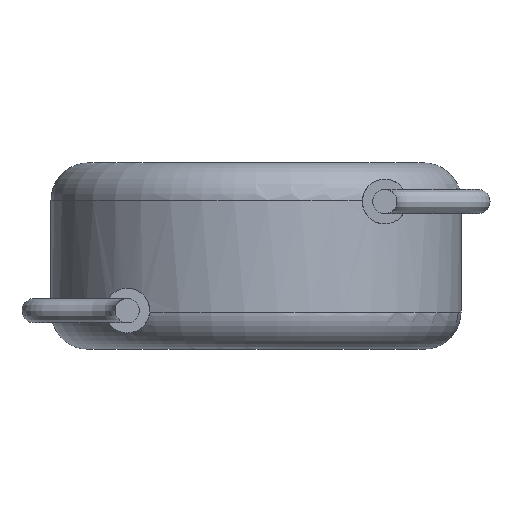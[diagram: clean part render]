
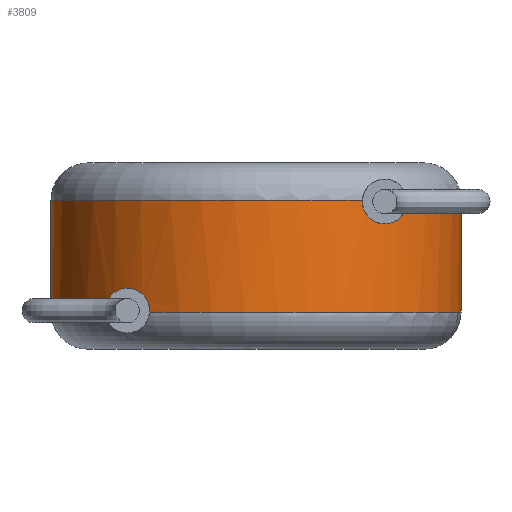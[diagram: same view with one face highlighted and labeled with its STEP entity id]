
A CAD part, front view. The second image highlights one B-rep face of the part: STEP entity #3809.
In plain terms, the highlighted cylindrical face has radius 5.5 mm (diameter 11 mm), a partial arc.
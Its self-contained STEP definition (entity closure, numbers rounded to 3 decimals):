
#19 = CARTESIAN_POINT ( 'NONE',  ( 4.052, -3.72, 4. ) ) ;
#27 = B_SPLINE_CURVE_WITH_KNOTS ( 'NONE', 3,
 ( #2804, #583, #1554, #1895, #1212, #4065, #3120, #1191 ),
 .UNSPECIFIED., .F., .F.,
 ( 4, 2, 2, 4 ),
 ( 0.001, 0.001, 0.002, 0.002 ),
 .UNSPECIFIED. ) ;
#38 = CARTESIAN_POINT ( 'NONE',  ( -4.052, -3.72, 1. ) ) ;
#62 = ORIENTED_EDGE ( 'NONE', *, *, #2028, .T. ) ;
#176 = EDGE_CURVE ( 'NONE', #1192, #1582, #3978, .T. ) ;
#191 = VERTEX_POINT ( 'NONE', #3706 ) ;
#295 = DIRECTION ( 'NONE',  ( 0., 0., -1. ) ) ;
#323 = CARTESIAN_POINT ( 'NONE',  ( -4.039, -3.734, 1.193 ) ) ;
#335 = CARTESIAN_POINT ( 'NONE',  ( -3.917, -3.862, 1.424 ) ) ;
#369 = EDGE_CURVE ( 'NONE', #2854, #1368, #2263, .T. ) ;
#373 = CARTESIAN_POINT ( 'NONE',  ( -2.854, -4.702, 1. ) ) ;
#390 = ORIENTED_EDGE ( 'NONE', *, *, #3651, .T. ) ;
#402 = LINE ( 'NONE', #1556, #1781 ) ;
#407 = AXIS2_PLACEMENT_3D ( 'NONE', #3221, #1667, #3548 ) ;
#442 = EDGE_CURVE ( 'NONE', #1626, #510, #1432, .T. ) ;
#510 = VERTEX_POINT ( 'NONE', #3172 ) ;
#583 = CARTESIAN_POINT ( 'NONE',  ( -2.848, -4.705, 1.09 ) ) ;
#608 = CARTESIAN_POINT ( 'NONE',  ( 3.917, -3.862, 3.575 ) ) ;
#649 = CARTESIAN_POINT ( 'NONE',  ( -5.5, 0., 5. ) ) ;
#664 = CARTESIAN_POINT ( 'NONE',  ( -3.602, -4.161, 1.637 ) ) ;
#708 = EDGE_CURVE ( 'NONE', #191, #1582, #2008, .T. ) ;
#740 = AXIS2_PLACEMENT_3D ( 'NONE', #3241, #1041, #1016 ) ;
#747 = CIRCLE ( 'NONE', #3133, 5.5 ) ;
#788 = ORIENTED_EDGE ( 'NONE', *, *, #2214, .F. ) ;
#1002 = CIRCLE ( 'NONE', #407, 5.5 ) ;
#1005 = EDGE_CURVE ( 'NONE', #1108, #1626, #27, .T. ) ;
#1008 = DIRECTION ( 'NONE',  ( 0., 0., -1. ) ) ;
#1016 = DIRECTION ( 'NONE',  ( 1., 0., 0. ) ) ;
#1041 = DIRECTION ( 'NONE',  ( 0., 0., -1. ) ) ;
#1053 = CARTESIAN_POINT ( 'NONE',  ( 2.854, -4.702, 4. ) ) ;
#1108 = VERTEX_POINT ( 'NONE', #373 ) ;
#1111 = VECTOR ( 'NONE', #295, 1000. ) ;
#1115 = ORIENTED_EDGE ( 'NONE', *, *, #2641, .T. ) ;
#1191 = CARTESIAN_POINT ( 'NONE',  ( -3.453, -4.281, 1.637 ) ) ;
#1192 = VERTEX_POINT ( 'NONE', #1908 ) ;
#1212 = CARTESIAN_POINT ( 'NONE',  ( -2.982, -4.622, 1.418 ) ) ;
#1300 = CARTESIAN_POINT ( 'NONE',  ( -3.453, -4.281, 1.637 ) ) ;
#1352 = CARTESIAN_POINT ( 'NONE',  ( 0., 0., 5. ) ) ;
#1368 = VERTEX_POINT ( 'NONE', #2922 ) ;
#1432 = B_SPLINE_CURVE_WITH_KNOTS ( 'NONE', 3,
 ( #1300, #664, #2574, #335, #1604, #323, #2520, #38 ),
 .UNSPECIFIED., .F., .F.,
 ( 4, 2, 2, 4 ),
 ( 0.002, 0.003, 0.003, 0.003 ),
 .UNSPECIFIED. ) ;
#1456 = CARTESIAN_POINT ( 'NONE',  ( 2.848, -4.705, 3.91 ) ) ;
#1470 = ORIENTED_EDGE ( 'NONE', *, *, #1555, .F. ) ;
#1476 = CARTESIAN_POINT ( 'NONE',  ( 3.382, -4.338, 3.363 ) ) ;
#1514 = FACE_OUTER_BOUND ( 'NONE', #2375, .T. ) ;
#1554 = CARTESIAN_POINT ( 'NONE',  ( -2.864, -4.696, 1.182 ) ) ;
#1555 = EDGE_CURVE ( 'NONE', #191, #3191, #402, .T. ) ;
#1556 = CARTESIAN_POINT ( 'NONE',  ( 5.5, 0., 5. ) ) ;
#1582 = VERTEX_POINT ( 'NONE', #19 ) ;
#1590 = ORIENTED_EDGE ( 'NONE', *, *, #176, .F. ) ;
#1604 = CARTESIAN_POINT ( 'NONE',  ( -3.967, -3.809, 1.358 ) ) ;
#1626 = VERTEX_POINT ( 'NONE', #3801 ) ;
#1667 = DIRECTION ( 'NONE',  ( 0., 0., 1. ) ) ;
#1707 = CARTESIAN_POINT ( 'NONE',  ( 0., 0., 4. ) ) ;
#1772 = CARTESIAN_POINT ( 'NONE',  ( 2.854, -4.702, 4. ) ) ;
#1781 = VECTOR ( 'NONE', #2843, 1000. ) ;
#1799 = CARTESIAN_POINT ( 'NONE',  ( 3.453, -4.281, 3.363 ) ) ;
#1895 = CARTESIAN_POINT ( 'NONE',  ( -2.931, -4.654, 1.346 ) ) ;
#1908 = CARTESIAN_POINT ( 'NONE',  ( 3.453, -4.281, 3.363 ) ) ;
#2008 = CIRCLE ( 'NONE', #740, 5.5 ) ;
#2028 = EDGE_CURVE ( 'NONE', #3634, #510, #747, .T. ) ;
#2099 = CARTESIAN_POINT ( 'NONE',  ( 3.101, -4.543, 3.47 ) ) ;
#2115 = CARTESIAN_POINT ( 'NONE',  ( 5.5, 0., 1. ) ) ;
#2138 = DIRECTION ( 'NONE',  ( -1., 0., 0. ) ) ;
#2146 = CARTESIAN_POINT ( 'NONE',  ( 0., 0., 1. ) ) ;
#2214 = EDGE_CURVE ( 'NONE', #2854, #1192, #2225, .T. ) ;
#2225 = B_SPLINE_CURVE_WITH_KNOTS ( 'NONE', 3,
 ( #1772, #1456, #3327, #3061, #3959, #2099, #3360, #3656, #1476, #2450 ),
 .UNSPECIFIED., .F., .F.,
 ( 4, 2, 2, 2, 4 ),
 ( 0.003, 0.004, 0.004, 0.004, 0.004 ),
 .UNSPECIFIED. ) ;
#2263 = CIRCLE ( 'NONE', #3972, 5.5 ) ;
#2349 = DIRECTION ( 'NONE',  ( 0., 0., -1. ) ) ;
#2375 = EDGE_LOOP ( 'NONE', ( #1470, #3868, #1590, #788, #2999, #1115, #62, #2953, #3932, #390 ) ) ;
#2440 = DIRECTION ( 'NONE',  ( 0., 0., 1. ) ) ;
#2443 = AXIS2_PLACEMENT_3D ( 'NONE', #1352, #1008, #2138 ) ;
#2450 = CARTESIAN_POINT ( 'NONE',  ( 3.453, -4.281, 3.363 ) ) ;
#2471 = DIRECTION ( 'NONE',  ( 1., 0., 0. ) ) ;
#2501 = CARTESIAN_POINT ( 'NONE',  ( 3.604, -4.159, 3.363 ) ) ;
#2520 = CARTESIAN_POINT ( 'NONE',  ( -4.057, -3.713, 1.096 ) ) ;
#2574 = CARTESIAN_POINT ( 'NONE',  ( -3.746, -4.03, 1.582 ) ) ;
#2641 = EDGE_CURVE ( 'NONE', #1368, #3634, #3295, .T. ) ;
#2665 = DIRECTION ( 'NONE',  ( 1., 0., 0. ) ) ;
#2775 = CARTESIAN_POINT ( 'NONE',  ( 4.057, -3.713, 3.903 ) ) ;
#2795 = CARTESIAN_POINT ( 'NONE',  ( 4.039, -3.734, 3.807 ) ) ;
#2804 = CARTESIAN_POINT ( 'NONE',  ( -2.854, -4.702, 1. ) ) ;
#2843 = DIRECTION ( 'NONE',  ( 0., 0., -1. ) ) ;
#2854 = VERTEX_POINT ( 'NONE', #1053 ) ;
#2922 = CARTESIAN_POINT ( 'NONE',  ( -5.5, 0., 4. ) ) ;
#2953 = ORIENTED_EDGE ( 'NONE', *, *, #442, .F. ) ;
#2999 = ORIENTED_EDGE ( 'NONE', *, *, #369, .T. ) ;
#3039 = CARTESIAN_POINT ( 'NONE',  ( 4.052, -3.72, 4. ) ) ;
#3061 = CARTESIAN_POINT ( 'NONE',  ( 2.931, -4.654, 3.654 ) ) ;
#3120 = CARTESIAN_POINT ( 'NONE',  ( -3.312, -4.395, 1.637 ) ) ;
#3133 = AXIS2_PLACEMENT_3D ( 'NONE', #2146, #2440, #2471 ) ;
#3172 = CARTESIAN_POINT ( 'NONE',  ( -4.052, -3.72, 1. ) ) ;
#3191 = VERTEX_POINT ( 'NONE', #2115 ) ;
#3221 = CARTESIAN_POINT ( 'NONE',  ( 0., 0., 1. ) ) ;
#3241 = CARTESIAN_POINT ( 'NONE',  ( 0., 0., 4. ) ) ;
#3295 = LINE ( 'NONE', #649, #1111 ) ;
#3327 = CARTESIAN_POINT ( 'NONE',  ( 2.864, -4.696, 3.817 ) ) ;
#3360 = CARTESIAN_POINT ( 'NONE',  ( 3.169, -4.496, 3.429 ) ) ;
#3369 = CARTESIAN_POINT ( 'NONE',  ( 3.745, -4.031, 3.417 ) ) ;
#3548 = DIRECTION ( 'NONE',  ( 1., 0., 0. ) ) ;
#3634 = VERTEX_POINT ( 'NONE', #4076 ) ;
#3651 = EDGE_CURVE ( 'NONE', #1108, #3191, #1002, .T. ) ;
#3656 = CARTESIAN_POINT ( 'NONE',  ( 3.31, -4.393, 3.376 ) ) ;
#3706 = CARTESIAN_POINT ( 'NONE',  ( 5.5, 0., 4. ) ) ;
#3801 = CARTESIAN_POINT ( 'NONE',  ( -3.453, -4.281, 1.637 ) ) ;
#3809 = ADVANCED_FACE ( 'NONE', ( #1514 ), #3815, .T. ) ;
#3815 = CYLINDRICAL_SURFACE ( 'NONE', #2443, 5.5 ) ;
#3868 = ORIENTED_EDGE ( 'NONE', *, *, #708, .T. ) ;
#3932 = ORIENTED_EDGE ( 'NONE', *, *, #1005, .F. ) ;
#3959 = CARTESIAN_POINT ( 'NONE',  ( 2.982, -4.622, 3.582 ) ) ;
#3972 = AXIS2_PLACEMENT_3D ( 'NONE', #1707, #2349, #2665 ) ;
#3978 = B_SPLINE_CURVE_WITH_KNOTS ( 'NONE', 3,
 ( #1799, #2501, #3369, #608, #4035, #2795, #2775, #3039 ),
 .UNSPECIFIED., .F., .F.,
 ( 4, 2, 2, 4 ),
 ( 0., 0.001, 0.001, 0.001 ),
 .UNSPECIFIED. ) ;
#4035 = CARTESIAN_POINT ( 'NONE',  ( 3.967, -3.809, 3.643 ) ) ;
#4065 = CARTESIAN_POINT ( 'NONE',  ( -3.161, -4.503, 1.586 ) ) ;
#4076 = CARTESIAN_POINT ( 'NONE',  ( -5.5, 0., 1. ) ) ;
